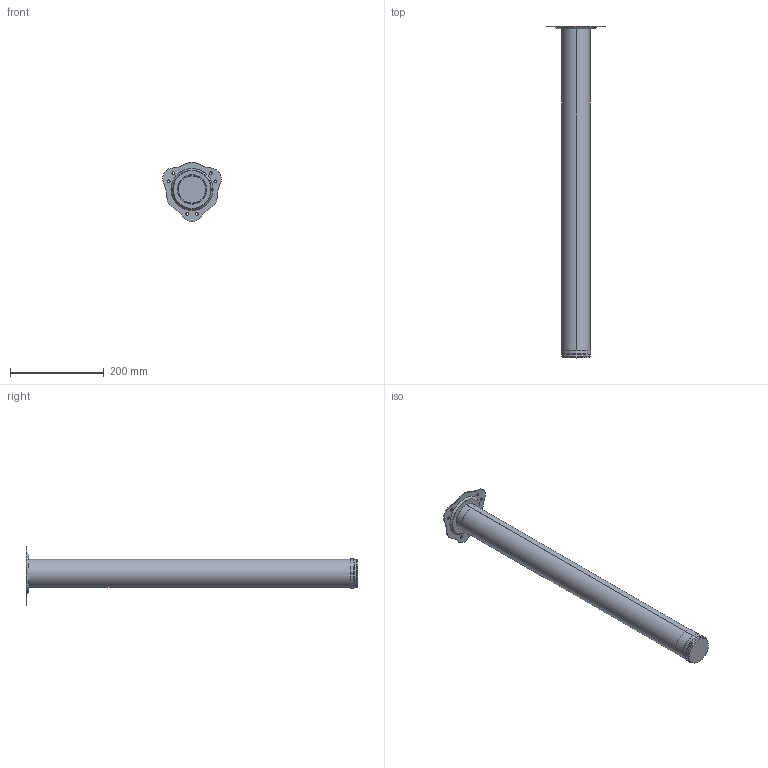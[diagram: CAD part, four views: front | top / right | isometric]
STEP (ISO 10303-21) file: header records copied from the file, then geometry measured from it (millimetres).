
FILE_DESCRIPTION (( 'STEP AP214' ), '1' );
FILE_NAME ('F000922,F000923,F000924,F000925,F000926,F003049_3D.step', '2022-08-15T13:39:39', ( '' ), ( '' ), 'SwSTEP 2.0', 'SolidWorks 2020', '' );
FILE_SCHEMA (( 'AUTOMOTIVE_DESIGN' ));
Length unit declared in the file: millimetre
Products named in the file (1): F000922,F000923,F000924,F000925,F000926,F003049_3D
Bounding box: 125.43 x 710 x 126.91 mm (x, y, z)
Volume: 299908.3 mm3; surface area: 299480.8 mm2
Topology: 3 solids, 3 shells, 78 faces, 175 edges, 116 vertices
Faces by surface type: cylinder 49, plane 19, cone 10
Entity records: 3177 total; most frequent: DIRECTION 449, CARTESIAN_POINT 370, ORIENTED_EDGE 350, AXIS2_PLACEMENT_3D 195, EDGE_CURVE 175, CIRCLE 116, VERTEX_POINT 116, EDGE_LOOP 105
